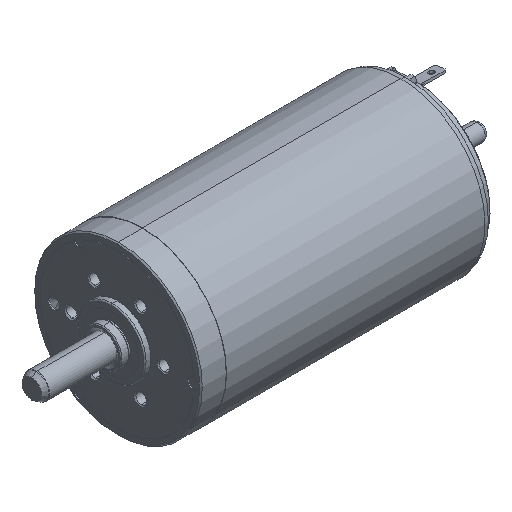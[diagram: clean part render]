
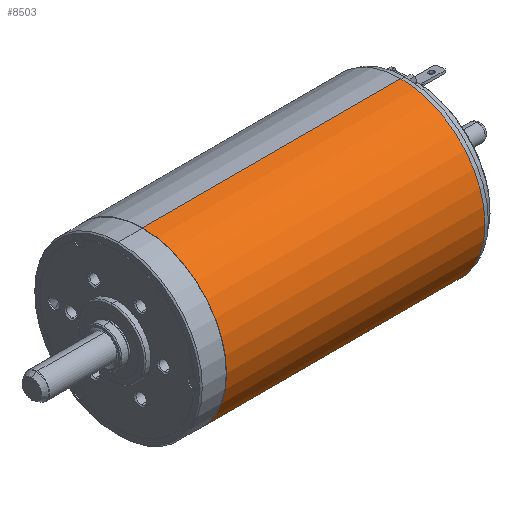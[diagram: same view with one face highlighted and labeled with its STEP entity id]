
A CAD part, isometric view. The second image highlights one B-rep face of the part: STEP entity #8503.
In plain terms, the highlighted cylindrical face has radius 20 mm (diameter 40 mm), a partial arc.
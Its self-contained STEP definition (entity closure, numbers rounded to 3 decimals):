
#73 = VERTEX_POINT ( 'NONE', #7104 ) ;
#407 = VERTEX_POINT ( 'NONE', #7793 ) ;
#622 = CARTESIAN_POINT ( 'NONE',  ( -3.422, 0., 0. ) ) ;
#1815 = CIRCLE ( 'NONE', #10560, 20. ) ;
#2013 = CARTESIAN_POINT ( 'NONE',  ( 6., 0., 20. ) ) ;
#2344 = LINE ( 'NONE', #10958, #4032 ) ;
#2962 = EDGE_CURVE ( 'NONE', #9697, #73, #2344, .T. ) ;
#3326 = ORIENTED_EDGE ( 'NONE', *, *, #8752, .T. ) ;
#3576 = DIRECTION ( 'NONE',  ( 0., 0., -1. ) ) ;
#4032 = VECTOR ( 'NONE', #11904, 1000. ) ;
#4262 = ORIENTED_EDGE ( 'NONE', *, *, #6735, .T. ) ;
#4271 = DIRECTION ( 'NONE',  ( 0., 0., -1. ) ) ;
#4322 = DIRECTION ( 'NONE',  ( -1., 0., 0. ) ) ;
#4383 = EDGE_CURVE ( 'NONE', #9697, #13160, #1815, .T. ) ;
#4874 = DIRECTION ( 'NONE',  ( 1., 0., 0. ) ) ;
#5231 = CARTESIAN_POINT ( 'NONE',  ( 6., 0., -20. ) ) ;
#6422 = AXIS2_PLACEMENT_3D ( 'NONE', #622, #4874, #12481 ) ;
#6449 = ORIENTED_EDGE ( 'NONE', *, *, #2962, .F. ) ;
#6735 = EDGE_CURVE ( 'NONE', #407, #73, #13361, .T. ) ;
#6783 = DIRECTION ( 'NONE',  ( 1., 0., 0. ) ) ;
#7023 = FACE_OUTER_BOUND ( 'NONE', #10410, .T. ) ;
#7104 = CARTESIAN_POINT ( 'NONE',  ( 67.45, 0., 20. ) ) ;
#7793 = CARTESIAN_POINT ( 'NONE',  ( 67.45, 0., -20. ) ) ;
#7935 = CARTESIAN_POINT ( 'NONE',  ( 6., 0., 0. ) ) ;
#8503 = ADVANCED_FACE ( 'NONE', ( #7023 ), #8903, .T. ) ;
#8732 = VECTOR ( 'NONE', #6783, 1000. ) ;
#8752 = EDGE_CURVE ( 'NONE', #13160, #407, #11601, .T. ) ;
#8903 = CYLINDRICAL_SURFACE ( 'NONE', #6422, 20. ) ;
#9697 = VERTEX_POINT ( 'NONE', #2013 ) ;
#10099 = DIRECTION ( 'NONE',  ( 1., 0., 0. ) ) ;
#10410 = EDGE_LOOP ( 'NONE', ( #6449, #11726, #3326, #4262 ) ) ;
#10560 = AXIS2_PLACEMENT_3D ( 'NONE', #7935, #10099, #3576 ) ;
#10804 = CARTESIAN_POINT ( 'NONE',  ( 67.45, 0., 0. ) ) ;
#10958 = CARTESIAN_POINT ( 'NONE',  ( -3.422, 0., 20. ) ) ;
#11023 = CARTESIAN_POINT ( 'NONE',  ( -3.422, 0., -20. ) ) ;
#11601 = LINE ( 'NONE', #11023, #8732 ) ;
#11726 = ORIENTED_EDGE ( 'NONE', *, *, #4383, .T. ) ;
#11904 = DIRECTION ( 'NONE',  ( 1., 0., 0. ) ) ;
#12234 = AXIS2_PLACEMENT_3D ( 'NONE', #10804, #4322, #4271 ) ;
#12481 = DIRECTION ( 'NONE',  ( 0., 0., -1. ) ) ;
#13160 = VERTEX_POINT ( 'NONE', #5231 ) ;
#13361 = CIRCLE ( 'NONE', #12234, 20. ) ;
